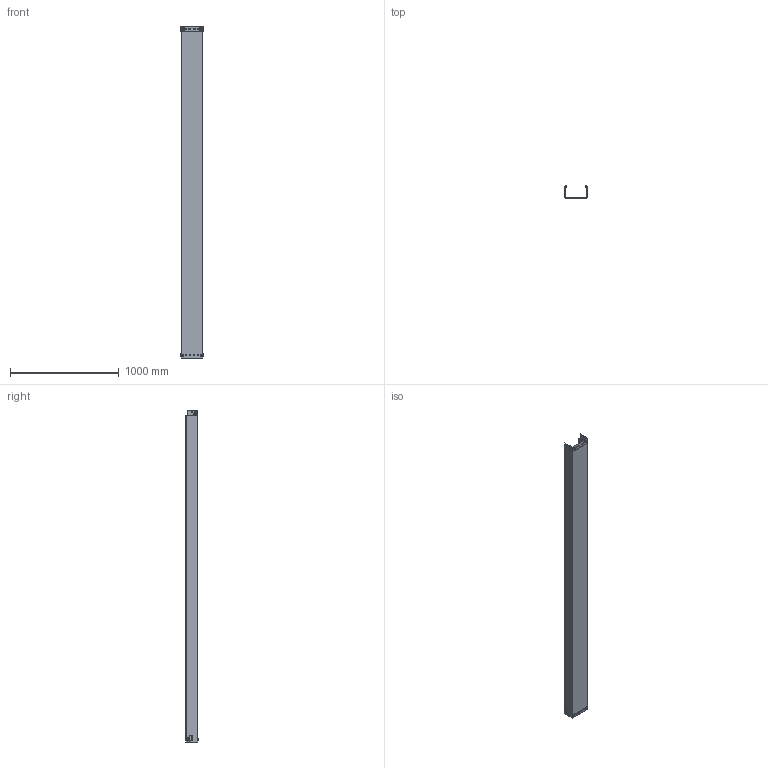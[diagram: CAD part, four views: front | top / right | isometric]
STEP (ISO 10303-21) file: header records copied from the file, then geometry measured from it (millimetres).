
FILE_DESCRIPTION (( 'STEP AP214' ), '1' );
FILE_NAME ('6059420.STEP', '2025-08-18T07:45:25', ( '' ), ( '' ), 'SwSTEP 2.0', 'SolidWorks 2024', '' );
FILE_SCHEMA (( 'AUTOMOTIVE_DESIGN' ));
Length unit declared in the file: millimetre
Products named in the file (1): 6059420
Bounding box: 205.44 x 113.46 x 3050 mm (x, y, z)
Volume: 1350751.9 mm3; surface area: 2715583.8 mm2
Topology: 1 solids, 1 shells, 556 faces, 1582 edges, 1012 vertices
Faces by surface type: plane 268, cylinder 250, bspline 24, cone 6, torus 4, sphere 4
Entity records: 18843 total; most frequent: CARTESIAN_POINT 4021, ORIENTED_EDGE 3164, DIRECTION 3090, EDGE_CURVE 1582, AXIS2_PLACEMENT_3D 1045, VERTEX_POINT 1012, VECTOR 1000, LINE 1000
